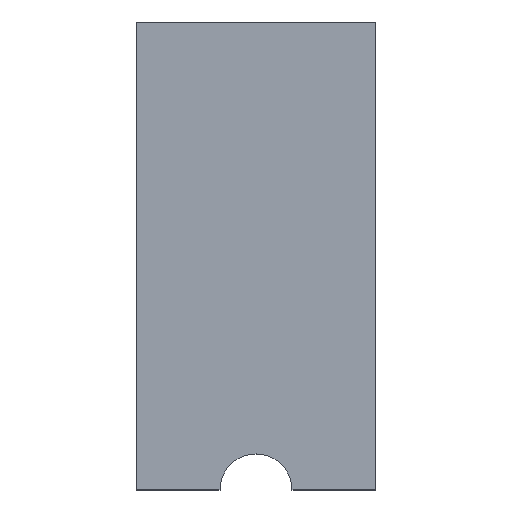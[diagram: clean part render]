
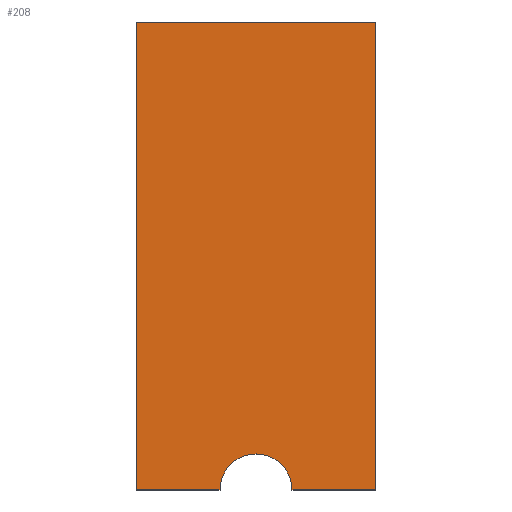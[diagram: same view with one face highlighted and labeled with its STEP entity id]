
A CAD part, top view. The second image highlights one B-rep face of the part: STEP entity #208.
In plain terms, the highlighted planar face has unit normal (0, 0, 1).
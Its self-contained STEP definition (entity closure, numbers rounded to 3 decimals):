
#25=CIRCLE('',#239,9.);
#39=FACE_OUTER_BOUND('',#53,.T.);
#53=EDGE_LOOP('',(#184,#185,#186,#187,#188,#189));
#55=LINE('',#314,#75);
#61=LINE('',#328,#81);
#69=LINE('',#356,#89);
#71=LINE('',#360,#91);
#73=LINE('',#363,#93);
#75=VECTOR('',#255,10.);
#81=VECTOR('',#265,10.);
#89=VECTOR('',#297,10.);
#91=VECTOR('',#301,10.);
#93=VECTOR('',#305,10.);
#94=VERTEX_POINT('',#310);
#96=VERTEX_POINT('',#313);
#100=VERTEX_POINT('',#322);
#102=VERTEX_POINT('',#326);
#110=VERTEX_POINT('',#355);
#111=VERTEX_POINT('',#359);
#113=EDGE_CURVE('',#96,#94,#55,.T.);
#120=EDGE_CURVE('',#100,#102,#61,.T.);
#126=EDGE_CURVE('',#102,#96,#25,.T.);
#133=EDGE_CURVE('',#110,#100,#69,.T.);
#135=EDGE_CURVE('',#111,#110,#71,.T.);
#137=EDGE_CURVE('',#94,#111,#73,.T.);
#184=ORIENTED_EDGE('',*,*,#120,.T.);
#185=ORIENTED_EDGE('',*,*,#126,.T.);
#186=ORIENTED_EDGE('',*,*,#113,.T.);
#187=ORIENTED_EDGE('',*,*,#137,.T.);
#188=ORIENTED_EDGE('',*,*,#135,.T.);
#189=ORIENTED_EDGE('',*,*,#133,.T.);
#196=PLANE('',#249);
#208=ADVANCED_FACE('',(#39),#196,.T.);
#239=AXIS2_PLACEMENT_3D('',#339,#277,#278);
#249=AXIS2_PLACEMENT_3D('',#364,#306,#307);
#255=DIRECTION('',(1.,0.,0.));
#265=DIRECTION('',(1.,0.,0.));
#277=DIRECTION('center_axis',(0.,0.,-1.));
#278=DIRECTION('ref_axis',(-1.,0.,0.));
#297=DIRECTION('',(0.,-1.,0.));
#301=DIRECTION('',(-1.,0.,0.));
#305=DIRECTION('',(0.,1.,0.));
#306=DIRECTION('center_axis',(0.,0.,1.));
#307=DIRECTION('ref_axis',(1.,0.,0.));
#310=CARTESIAN_POINT('',(60.,-117.,10.));
#313=CARTESIAN_POINT('',(39.,-117.,10.));
#314=CARTESIAN_POINT('',(15.,-117.,10.));
#322=CARTESIAN_POINT('',(0.,-117.,10.));
#326=CARTESIAN_POINT('',(21.,-117.,10.));
#328=CARTESIAN_POINT('',(15.,-117.,10.));
#339=CARTESIAN_POINT('Origin',(30.,-117.,10.));
#355=CARTESIAN_POINT('',(0.,0.,10.));
#356=CARTESIAN_POINT('',(0.,0.,10.));
#359=CARTESIAN_POINT('',(60.,0.,10.));
#360=CARTESIAN_POINT('',(60.,0.,10.));
#363=CARTESIAN_POINT('',(60.,-150.,10.));
#364=CARTESIAN_POINT('Origin',(30.,-75.,10.));
